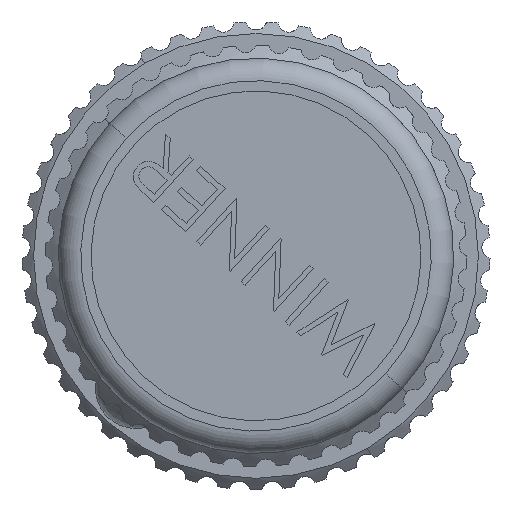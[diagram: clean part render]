
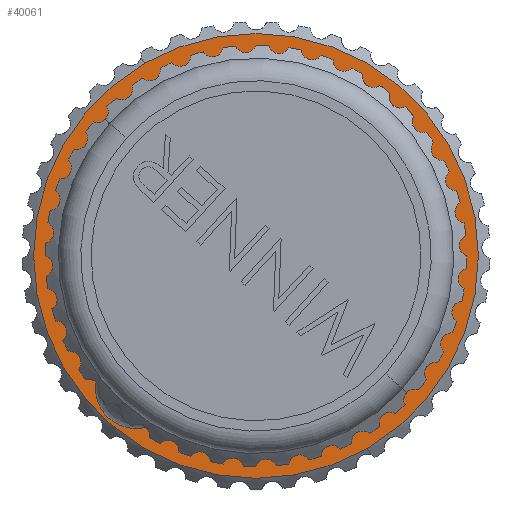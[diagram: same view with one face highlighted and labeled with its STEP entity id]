
A CAD part, left-side view. The second image highlights one B-rep face of the part: STEP entity #40061.
In plain terms, the highlighted planar face has unit normal (-1, 0, 0).
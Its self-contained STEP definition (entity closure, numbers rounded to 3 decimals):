
#5062 = CARTESIAN_POINT ( 'NONE',  ( -7.9, -4.28, -7.413 ) ) ;
#6962 = CARTESIAN_POINT ( 'NONE',  ( -7.9, 0., 0. ) ) ;
#9114 = EDGE_CURVE ( 'NONE', #44269, #44892, #43982, .T. ) ;
#10812 = PLANE ( 'NONE',  #18816 ) ;
#11815 = EDGE_CURVE ( 'NONE', #58853, #15201, #39301, .T. ) ;
#12191 = CARTESIAN_POINT ( 'NONE',  ( -7.9, -7.65, -13.25 ) ) ;
#14071 = AXIS2_PLACEMENT_3D ( 'NONE', #62270, #18428, #62064 ) ;
#14395 = CARTESIAN_POINT ( 'NONE',  ( -7.9, 4.28, 7.413 ) ) ;
#14925 = AXIS2_PLACEMENT_3D ( 'NONE', #15682, #49622, #34875 ) ;
#15201 = VERTEX_POINT ( 'NONE', #12191 ) ;
#15682 = CARTESIAN_POINT ( 'NONE',  ( -7.9, 0., 0. ) ) ;
#15918 = CARTESIAN_POINT ( 'NONE',  ( -7.9, 7.65, 13.25 ) ) ;
#16355 = CIRCLE ( 'NONE', #54114, 15.3 ) ;
#17327 = FACE_BOUND ( 'NONE', #27468, .T. ) ;
#18412 = EDGE_LOOP ( 'NONE', ( #23671, #38386 ) ) ;
#18428 = DIRECTION ( 'NONE',  ( -1., 0., 0. ) ) ;
#18816 = AXIS2_PLACEMENT_3D ( 'NONE', #49847, #59120, #20959 ) ;
#19615 = FACE_OUTER_BOUND ( 'NONE', #18412, .T. ) ;
#19635 = AXIS2_PLACEMENT_3D ( 'NONE', #41799, #32116, #27485 ) ;
#20959 = DIRECTION ( 'NONE',  ( 0., 0.5, 0.866 ) ) ;
#21296 = DIRECTION ( 'NONE',  ( -1., 0., 0. ) ) ;
#22118 = DIRECTION ( 'NONE',  ( 0., 0.5, 0.866 ) ) ;
#23671 = ORIENTED_EDGE ( 'NONE', *, *, #46924, .T. ) ;
#23726 = EDGE_CURVE ( 'NONE', #44892, #44269, #29522, .T. ) ;
#27468 = EDGE_LOOP ( 'NONE', ( #43862, #56825 ) ) ;
#27485 = DIRECTION ( 'NONE',  ( 0., 0.5, 0.866 ) ) ;
#29522 = CIRCLE ( 'NONE', #19635, 8.56 ) ;
#32116 = DIRECTION ( 'NONE',  ( -1., 0., 0. ) ) ;
#34875 = DIRECTION ( 'NONE',  ( 0., 0.5, 0.866 ) ) ;
#38386 = ORIENTED_EDGE ( 'NONE', *, *, #11815, .T. ) ;
#39301 = CIRCLE ( 'NONE', #14925, 15.3 ) ;
#40061 = ADVANCED_FACE ( 'NONE', ( #17327, #19615 ), #10812, .T. ) ;
#41799 = CARTESIAN_POINT ( 'NONE',  ( -7.9, 0., 0. ) ) ;
#43862 = ORIENTED_EDGE ( 'NONE', *, *, #9114, .F. ) ;
#43982 = CIRCLE ( 'NONE', #14071, 8.56 ) ;
#44269 = VERTEX_POINT ( 'NONE', #14395 ) ;
#44892 = VERTEX_POINT ( 'NONE', #5062 ) ;
#46924 = EDGE_CURVE ( 'NONE', #15201, #58853, #16355, .T. ) ;
#49622 = DIRECTION ( 'NONE',  ( -1., 0., 0. ) ) ;
#49847 = CARTESIAN_POINT ( 'NONE',  ( -7.9, 0., 0. ) ) ;
#54114 = AXIS2_PLACEMENT_3D ( 'NONE', #6962, #21296, #22118 ) ;
#56825 = ORIENTED_EDGE ( 'NONE', *, *, #23726, .F. ) ;
#58853 = VERTEX_POINT ( 'NONE', #15918 ) ;
#59120 = DIRECTION ( 'NONE',  ( -1., 0., 0. ) ) ;
#62064 = DIRECTION ( 'NONE',  ( 0., 0.5, 0.866 ) ) ;
#62270 = CARTESIAN_POINT ( 'NONE',  ( -7.9, 0., 0. ) ) ;
